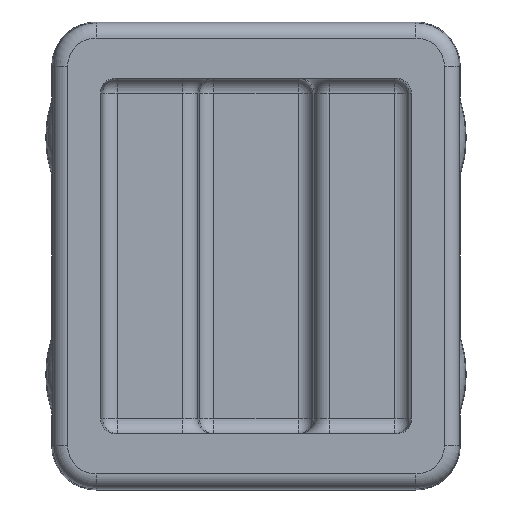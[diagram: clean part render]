
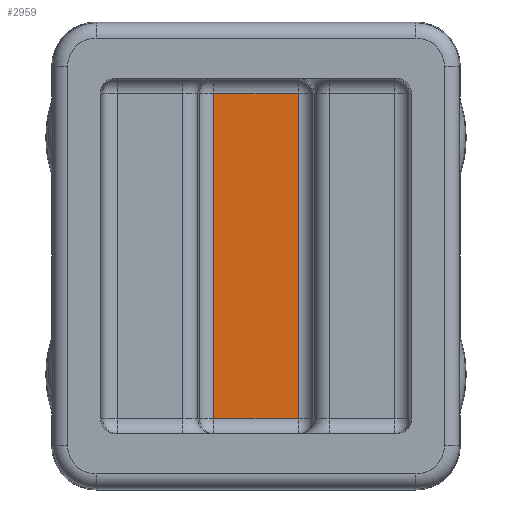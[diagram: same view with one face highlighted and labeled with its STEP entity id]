
A CAD part, front view. The second image highlights one B-rep face of the part: STEP entity #2959.
In plain terms, the highlighted planar face has unit normal (0, -1, 0).
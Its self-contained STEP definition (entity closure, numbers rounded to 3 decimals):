
#170 = VECTOR ( 'NONE', #1591, 1000. ) ;
#178 = LINE ( 'NONE', #1618, #170 ) ;
#247 = CARTESIAN_POINT ( 'NONE',  ( 1.421, 1., 5.5 ) ) ;
#259 = CARTESIAN_POINT ( 'NONE',  ( -1.421, 1., -5.5 ) ) ;
#261 = DIRECTION ( 'NONE',  ( 0., 0., 1. ) ) ;
#316 = EDGE_CURVE ( 'NONE', #834, #1983, #470, .T. ) ;
#361 = VECTOR ( 'NONE', #261, 1000. ) ;
#368 = LINE ( 'NONE', #247, #361 ) ;
#413 = EDGE_CURVE ( 'NONE', #1983, #1837, #423, .T. ) ;
#422 = VECTOR ( 'NONE', #717, 1000. ) ;
#423 = LINE ( 'NONE', #671, #422 ) ;
#445 = VECTOR ( 'NONE', #688, 1000. ) ;
#470 = LINE ( 'NONE', #259, #445 ) ;
#511 = EDGE_CURVE ( 'NONE', #1837, #640, #368, .T. ) ;
#634 = CARTESIAN_POINT ( 'NONE',  ( -1.895, 1., -6. ) ) ;
#640 = VERTEX_POINT ( 'NONE', #2142 ) ;
#645 = DIRECTION ( 'NONE',  ( -1., 0., 0. ) ) ;
#671 = CARTESIAN_POINT ( 'NONE',  ( -1.895, 1., -5.5 ) ) ;
#688 = DIRECTION ( 'NONE',  ( 0., 0., -1. ) ) ;
#713 = CARTESIAN_POINT ( 'NONE',  ( 1.421, 1., -5.5 ) ) ;
#717 = DIRECTION ( 'NONE',  ( 1., 0., 0. ) ) ;
#834 = VERTEX_POINT ( 'NONE', #1921 ) ;
#840 = EDGE_CURVE ( 'NONE', #640, #834, #178, .T. ) ;
#1227 = EDGE_LOOP ( 'NONE', ( #1892, #2013, #2019, #2033 ) ) ;
#1542 = CARTESIAN_POINT ( 'NONE',  ( -1.421, 1., -5.5 ) ) ;
#1591 = DIRECTION ( 'NONE',  ( -1., 0., 0. ) ) ;
#1618 = CARTESIAN_POINT ( 'NONE',  ( -1.394, 1., 5.5 ) ) ;
#1775 = AXIS2_PLACEMENT_3D ( 'NONE', #634, #2251, #645 ) ;
#1837 = VERTEX_POINT ( 'NONE', #713 ) ;
#1892 = ORIENTED_EDGE ( 'NONE', *, *, #316, .T. ) ;
#1921 = CARTESIAN_POINT ( 'NONE',  ( -1.421, 1., 5.5 ) ) ;
#1983 = VERTEX_POINT ( 'NONE', #1542 ) ;
#1989 = PLANE ( 'NONE',  #1775 ) ;
#2013 = ORIENTED_EDGE ( 'NONE', *, *, #413, .T. ) ;
#2019 = ORIENTED_EDGE ( 'NONE', *, *, #511, .T. ) ;
#2033 = ORIENTED_EDGE ( 'NONE', *, *, #840, .T. ) ;
#2142 = CARTESIAN_POINT ( 'NONE',  ( 1.421, 1., 5.5 ) ) ;
#2251 = DIRECTION ( 'NONE',  ( 0., 1., 0. ) ) ;
#2767 = FACE_OUTER_BOUND ( 'NONE', #1227, .T. ) ;
#2959 = ADVANCED_FACE ( 'NONE', ( #2767 ), #1989, .F. ) ;
